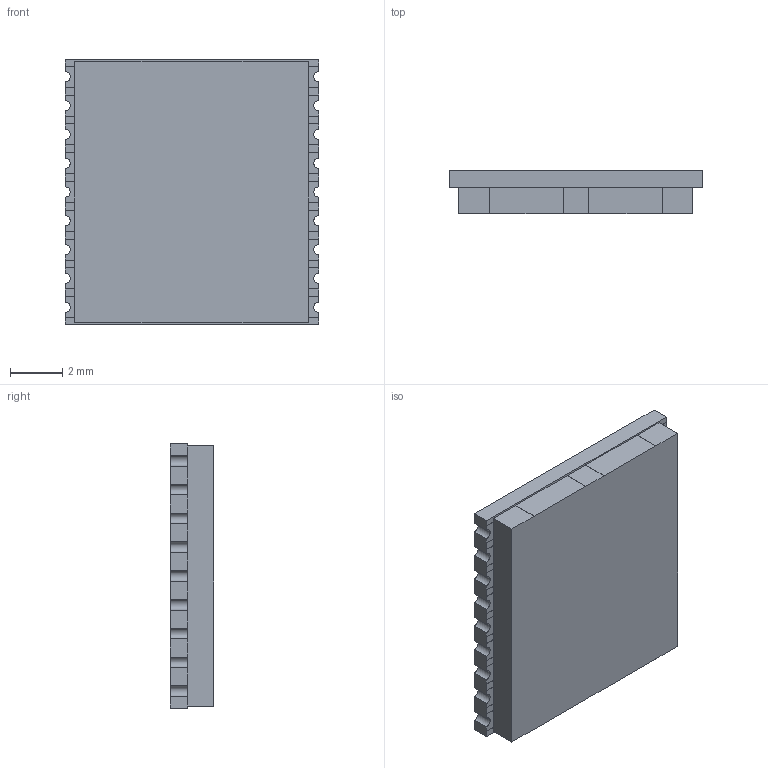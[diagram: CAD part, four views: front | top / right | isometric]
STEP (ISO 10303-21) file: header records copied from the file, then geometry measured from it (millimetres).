
FILE_DESCRIPTION (( 'STEP AP203' ), '1' );
FILE_NAME ('ATGM336H.STEP', '2024-11-26T15:50:10', ( '' ), ( '' ), 'SwSTEP 2.0', 'SolidWorks 2023', '' );
FILE_SCHEMA (( 'CONFIG_CONTROL_DESIGN' ));
Length unit declared in the file: millimetre
Products named in the file (1): ATGM336H
Bounding box: 9.7 x 1.66 x 10.1 mm (x, y, z)
Volume: 153 mm3; surface area: 275.8 mm2
Topology: 1 solids, 1 shells, 170 faces, 468 edges, 300 vertices
Faces by surface type: plane 152, cylinder 18
Entity records: 5357 total; most frequent: CARTESIAN_POINT 939, ORIENTED_EDGE 936, DIRECTION 846, EDGE_CURVE 468, VECTOR 432, LINE 432, VERTEX_POINT 300, AXIS2_PLACEMENT_3D 207
